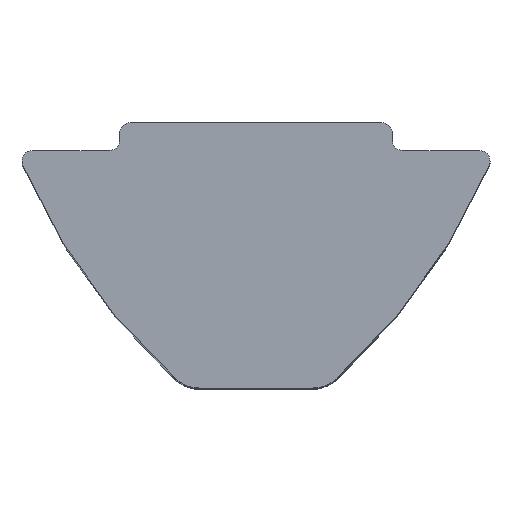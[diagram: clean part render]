
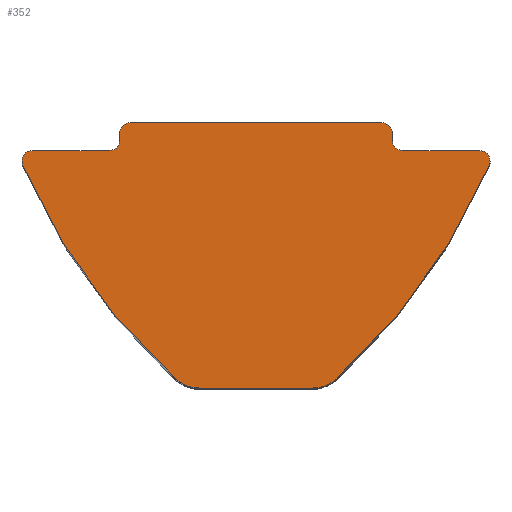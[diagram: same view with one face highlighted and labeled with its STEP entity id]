
A CAD part, top view. The second image highlights one B-rep face of the part: STEP entity #352.
In plain terms, the highlighted planar face has unit normal (0, 0, 1).
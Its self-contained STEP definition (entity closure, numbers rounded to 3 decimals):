
#2 = LINE ( 'NONE', #1060, #211 ) ;
#13 = EDGE_CURVE ( 'NONE', #479, #1028, #104, .T. ) ;
#18 = DIRECTION ( 'NONE',  ( 0., 0., 1. ) ) ;
#24 = LINE ( 'NONE', #134, #53 ) ;
#53 = VECTOR ( 'NONE', #214, 1000. ) ;
#86 = CARTESIAN_POINT ( 'NONE',  ( 4.2, -0.5, 22. ) ) ;
#90 = CARTESIAN_POINT ( 'NONE',  ( 6.676, -1.218, 22. ) ) ;
#92 = CARTESIAN_POINT ( 'NONE',  ( 9.413, 5.666, 22. ) ) ;
#95 = VECTOR ( 'NONE', #162, 1000. ) ;
#104 = CIRCLE ( 'NONE', #1050, 0.3 ) ;
#118 = VERTEX_POINT ( 'NONE', #240 ) ;
#127 = DIRECTION ( 'NONE',  ( 0., 0., 1. ) ) ;
#134 = CARTESIAN_POINT ( 'NONE',  ( 3.9, 0., 22. ) ) ;
#141 = EDGE_CURVE ( 'NONE', #1135, #848, #2, .T. ) ;
#142 = EDGE_CURVE ( 'NONE', #530, #545, #439, .T. ) ;
#143 = DIRECTION ( 'NONE',  ( 1., 0., 0. ) ) ;
#158 = EDGE_CURVE ( 'NONE', #545, #479, #187, .T. ) ;
#161 = CARTESIAN_POINT ( 'NONE',  ( -6.4, -1.1, 22. ) ) ;
#162 = DIRECTION ( 'NONE',  ( -1., 0., 0. ) ) ;
#169 = DIRECTION ( 'NONE',  ( 1., 0., 0. ) ) ;
#176 = DIRECTION ( 'NONE',  ( 1., 0., 0. ) ) ;
#180 = VERTEX_POINT ( 'NONE', #1164 ) ;
#187 = CIRCLE ( 'NONE', #944, 0.3 ) ;
#188 = ORIENTED_EDGE ( 'NONE', *, *, #377, .T. ) ;
#189 = CARTESIAN_POINT ( 'NONE',  ( -6.676, -1.218, 22. ) ) ;
#205 = ORIENTED_EDGE ( 'NONE', *, *, #158, .T. ) ;
#206 = CARTESIAN_POINT ( 'NONE',  ( -4.2, -0.5, 22. ) ) ;
#208 = CARTESIAN_POINT ( 'NONE',  ( -6.7, -1.1, 22. ) ) ;
#209 = ORIENTED_EDGE ( 'NONE', *, *, #1097, .T. ) ;
#210 = CARTESIAN_POINT ( 'NONE',  ( -4.2, -0.8, 22. ) ) ;
#211 = VECTOR ( 'NONE', #1154, 1000. ) ;
#214 = DIRECTION ( 'NONE',  ( 0., 1., 0. ) ) ;
#234 = VERTEX_POINT ( 'NONE', #693 ) ;
#240 = CARTESIAN_POINT ( 'NONE',  ( 3.6, 0., 22. ) ) ;
#253 = DIRECTION ( 'NONE',  ( 1., 0., 0. ) ) ;
#256 = ORIENTED_EDGE ( 'NONE', *, *, #857, .T. ) ;
#260 = ORIENTED_EDGE ( 'NONE', *, *, #142, .T. ) ;
#280 = PLANE ( 'NONE',  #842 ) ;
#289 = AXIS2_PLACEMENT_3D ( 'NONE', #638, #127, #739 ) ;
#295 = DIRECTION ( 'NONE',  ( 1., 0., 0. ) ) ;
#302 = EDGE_CURVE ( 'NONE', #1028, #401, #561, .T. ) ;
#313 = CARTESIAN_POINT ( 'NONE',  ( 6.4, -1.1, 22. ) ) ;
#322 = VERTEX_POINT ( 'NONE', #438 ) ;
#329 = LINE ( 'NONE', #689, #95 ) ;
#336 = CARTESIAN_POINT ( 'NONE',  ( 4.2, -0.8, 22. ) ) ;
#352 = ADVANCED_FACE ( 'NONE', ( #649 ), #280, .T. ) ;
#366 = DIRECTION ( 'NONE',  ( 1., 0., 0. ) ) ;
#377 = EDGE_CURVE ( 'NONE', #401, #1135, #415, .T. ) ;
#394 = DIRECTION ( 'NONE',  ( -1., 0., 0. ) ) ;
#401 = VERTEX_POINT ( 'NONE', #724 ) ;
#404 = VECTOR ( 'NONE', #673, 1000. ) ;
#414 = VECTOR ( 'NONE', #1000, 1000. ) ;
#415 = CIRCLE ( 'NONE', #835, 1. ) ;
#418 = ORIENTED_EDGE ( 'NONE', *, *, #1158, .T. ) ;
#421 = CARTESIAN_POINT ( 'NONE',  ( 3.9, -0.3, 22. ) ) ;
#428 = CARTESIAN_POINT ( 'NONE',  ( 3.6, -0.3, 22. ) ) ;
#438 = CARTESIAN_POINT ( 'NONE',  ( -3.6, 0., 22. ) ) ;
#439 = LINE ( 'NONE', #588, #894 ) ;
#455 = CIRCLE ( 'NONE', #522, 0.3 ) ;
#459 = VERTEX_POINT ( 'NONE', #551 ) ;
#462 = ORIENTED_EDGE ( 'NONE', *, *, #1106, .T. ) ;
#465 = DIRECTION ( 'NONE',  ( 0., 0., 1. ) ) ;
#471 = CARTESIAN_POINT ( 'NONE',  ( -6.4, -0.8, 22. ) ) ;
#475 = DIRECTION ( 'NONE',  ( 0., 0., 1. ) ) ;
#479 = VERTEX_POINT ( 'NONE', #208 ) ;
#518 = DIRECTION ( 'NONE',  ( 1., 0., 0. ) ) ;
#522 = AXIS2_PLACEMENT_3D ( 'NONE', #313, #939, #394 ) ;
#524 = AXIS2_PLACEMENT_3D ( 'NONE', #1030, #475, #1122 ) ;
#525 = CIRCLE ( 'NONE', #648, 0.3 ) ;
#530 = VERTEX_POINT ( 'NONE', #210 ) ;
#535 = AXIS2_PLACEMENT_3D ( 'NONE', #1019, #465, #1112 ) ;
#543 = CARTESIAN_POINT ( 'NONE',  ( -1.623, -6.6, 22. ) ) ;
#545 = VERTEX_POINT ( 'NONE', #471 ) ;
#547 = AXIS2_PLACEMENT_3D ( 'NONE', #206, #823, #295 ) ;
#551 = CARTESIAN_POINT ( 'NONE',  ( -3.9, -0.5, 22. ) ) ;
#559 = EDGE_CURVE ( 'NONE', #180, #829, #24, .T. ) ;
#561 = CIRCLE ( 'NONE', #922, 17.5 ) ;
#577 = CARTESIAN_POINT ( 'NONE',  ( -3.9, 0., 22. ) ) ;
#588 = CARTESIAN_POINT ( 'NONE',  ( -3.9, -0.8, 22. ) ) ;
#621 = VERTEX_POINT ( 'NONE', #836 ) ;
#624 = DIRECTION ( 'NONE',  ( 1., 0., 0. ) ) ;
#638 = CARTESIAN_POINT ( 'NONE',  ( -9.413, 5.666, 22. ) ) ;
#642 = CARTESIAN_POINT ( 'NONE',  ( -1.623, -7.6, 22. ) ) ;
#645 = AXIS2_PLACEMENT_3D ( 'NONE', #428, #1076, #518 ) ;
#648 = AXIS2_PLACEMENT_3D ( 'NONE', #86, #696, #169 ) ;
#649 = FACE_OUTER_BOUND ( 'NONE', #669, .T. ) ;
#668 = ORIENTED_EDGE ( 'NONE', *, *, #141, .T. ) ;
#669 = EDGE_LOOP ( 'NONE', ( #672, #188, #668, #1072, #1165, #418, #1163, #256, #1056, #715, #853, #462, #1055, #209, #260, #205, #1045 ) ) ;
#672 = ORIENTED_EDGE ( 'NONE', *, *, #302, .T. ) ;
#673 = DIRECTION ( 'NONE',  ( 0., -1., 0. ) ) ;
#676 = EDGE_CURVE ( 'NONE', #621, #459, #1140, .T. ) ;
#683 = DIRECTION ( 'NONE',  ( -1., 0., 0. ) ) ;
#689 = CARTESIAN_POINT ( 'NONE',  ( 3.9, -0.8, 22. ) ) ;
#693 = CARTESIAN_POINT ( 'NONE',  ( 2.292, -7.343, 22. ) ) ;
#696 = DIRECTION ( 'NONE',  ( 0., 0., -1. ) ) ;
#703 = DIRECTION ( 'NONE',  ( 0., 0., 1. ) ) ;
#714 = CARTESIAN_POINT ( 'NONE',  ( 3.9, 0., 22. ) ) ;
#715 = ORIENTED_EDGE ( 'NONE', *, *, #865, .T. ) ;
#724 = CARTESIAN_POINT ( 'NONE',  ( -2.292, -7.343, 22. ) ) ;
#726 = CIRCLE ( 'NONE', #289, 17.5 ) ;
#739 = DIRECTION ( 'NONE',  ( -1., 0., 0. ) ) ;
#742 = CIRCLE ( 'NONE', #645, 0.3 ) ;
#755 = CIRCLE ( 'NONE', #535, 0.3 ) ;
#759 = VERTEX_POINT ( 'NONE', #336 ) ;
#763 = VERTEX_POINT ( 'NONE', #1061 ) ;
#781 = DIRECTION ( 'NONE',  ( 0., 0., 1. ) ) ;
#786 = CARTESIAN_POINT ( 'NONE',  ( 1.623, -7.6, 22. ) ) ;
#813 = EDGE_CURVE ( 'NONE', #763, #759, #329, .T. ) ;
#823 = DIRECTION ( 'NONE',  ( 0., 0., -1. ) ) ;
#829 = VERTEX_POINT ( 'NONE', #421 ) ;
#835 = AXIS2_PLACEMENT_3D ( 'NONE', #543, #18, #624 ) ;
#836 = CARTESIAN_POINT ( 'NONE',  ( -3.9, -0.3, 22. ) ) ;
#842 = AXIS2_PLACEMENT_3D ( 'NONE', #897, #901, #366 ) ;
#848 = VERTEX_POINT ( 'NONE', #786 ) ;
#853 = ORIENTED_EDGE ( 'NONE', *, *, #1001, .T. ) ;
#857 = EDGE_CURVE ( 'NONE', #759, #180, #525, .T. ) ;
#865 = EDGE_CURVE ( 'NONE', #829, #118, #742, .T. ) ;
#872 = CARTESIAN_POINT ( 'NONE',  ( -6.4, -1.1, 22. ) ) ;
#886 = VERTEX_POINT ( 'NONE', #90 ) ;
#894 = VECTOR ( 'NONE', #683, 1000. ) ;
#897 = CARTESIAN_POINT ( 'NONE',  ( -6.4, -1.1, 22. ) ) ;
#898 = LINE ( 'NONE', #714, #414 ) ;
#901 = DIRECTION ( 'NONE',  ( 0., 0., 1. ) ) ;
#922 = AXIS2_PLACEMENT_3D ( 'NONE', #92, #703, #176 ) ;
#923 = DIRECTION ( 'NONE',  ( 0., 0., 1. ) ) ;
#939 = DIRECTION ( 'NONE',  ( 0., 0., 1. ) ) ;
#944 = AXIS2_PLACEMENT_3D ( 'NONE', #161, #781, #253 ) ;
#945 = CIRCLE ( 'NONE', #524, 1. ) ;
#1000 = DIRECTION ( 'NONE',  ( -1., 0., 0. ) ) ;
#1001 = EDGE_CURVE ( 'NONE', #118, #322, #898, .T. ) ;
#1006 = CIRCLE ( 'NONE', #547, 0.3 ) ;
#1019 = CARTESIAN_POINT ( 'NONE',  ( -3.6, -0.3, 22. ) ) ;
#1028 = VERTEX_POINT ( 'NONE', #189 ) ;
#1030 = CARTESIAN_POINT ( 'NONE',  ( 1.623, -6.6, 22. ) ) ;
#1045 = ORIENTED_EDGE ( 'NONE', *, *, #13, .T. ) ;
#1050 = AXIS2_PLACEMENT_3D ( 'NONE', #872, #923, #143 ) ;
#1055 = ORIENTED_EDGE ( 'NONE', *, *, #676, .T. ) ;
#1056 = ORIENTED_EDGE ( 'NONE', *, *, #559, .T. ) ;
#1060 = CARTESIAN_POINT ( 'NONE',  ( -2., -7.6, 22. ) ) ;
#1061 = CARTESIAN_POINT ( 'NONE',  ( 6.4, -0.8, 22. ) ) ;
#1072 = ORIENTED_EDGE ( 'NONE', *, *, #1134, .T. ) ;
#1076 = DIRECTION ( 'NONE',  ( 0., 0., 1. ) ) ;
#1097 = EDGE_CURVE ( 'NONE', #459, #530, #1006, .T. ) ;
#1106 = EDGE_CURVE ( 'NONE', #322, #621, #755, .T. ) ;
#1110 = EDGE_CURVE ( 'NONE', #234, #886, #726, .T. ) ;
#1112 = DIRECTION ( 'NONE',  ( 1., 0., 0. ) ) ;
#1122 = DIRECTION ( 'NONE',  ( 1., 0., 0. ) ) ;
#1134 = EDGE_CURVE ( 'NONE', #848, #234, #945, .T. ) ;
#1135 = VERTEX_POINT ( 'NONE', #642 ) ;
#1140 = LINE ( 'NONE', #577, #404 ) ;
#1154 = DIRECTION ( 'NONE',  ( 1., 0., 0. ) ) ;
#1158 = EDGE_CURVE ( 'NONE', #886, #763, #455, .T. ) ;
#1163 = ORIENTED_EDGE ( 'NONE', *, *, #813, .T. ) ;
#1164 = CARTESIAN_POINT ( 'NONE',  ( 3.9, -0.5, 22. ) ) ;
#1165 = ORIENTED_EDGE ( 'NONE', *, *, #1110, .T. ) ;
